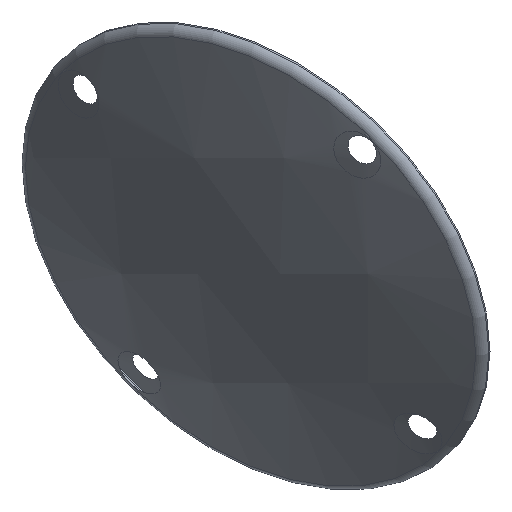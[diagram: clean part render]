
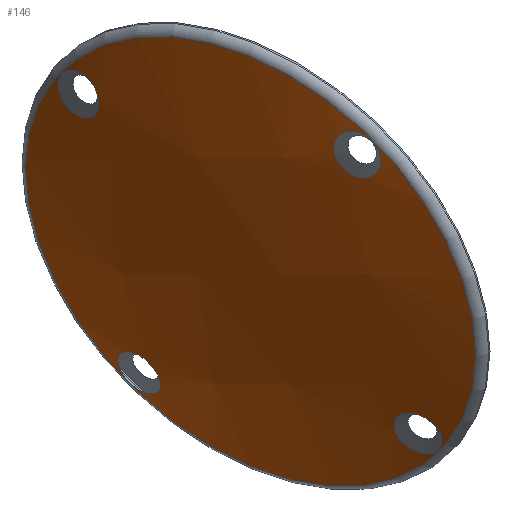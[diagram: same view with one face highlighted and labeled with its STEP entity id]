
A CAD part, left-side view. The second image highlights one B-rep face of the part: STEP entity #146.
In plain terms, the highlighted spherical face has radius 292 mm.
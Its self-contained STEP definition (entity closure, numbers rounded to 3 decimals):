
#35=FACE_BOUND('',#54,.T.);
#36=FACE_BOUND('',#55,.T.);
#37=FACE_BOUND('',#56,.T.);
#38=FACE_BOUND('',#57,.T.);
#41=FACE_OUTER_BOUND('',#53,.T.);
#53=EDGE_LOOP('',(#116));
#54=EDGE_LOOP('',(#117));
#55=EDGE_LOOP('',(#118));
#56=EDGE_LOOP('',(#119));
#57=EDGE_LOOP('',(#120));
#70=CIRCLE('',#185,49.841);
#71=CIRCLE('',#186,4.958);
#72=CIRCLE('',#187,4.958);
#73=CIRCLE('',#188,4.958);
#74=CIRCLE('',#189,4.958);
#83=VERTEX_POINT('',#264);
#84=VERTEX_POINT('',#266);
#85=VERTEX_POINT('',#268);
#86=VERTEX_POINT('',#270);
#87=VERTEX_POINT('',#272);
#96=EDGE_CURVE('',#83,#83,#70,.F.);
#97=EDGE_CURVE('',#84,#84,#71,.F.);
#98=EDGE_CURVE('',#85,#85,#72,.F.);
#99=EDGE_CURVE('',#86,#86,#73,.F.);
#100=EDGE_CURVE('',#87,#87,#74,.F.);
#116=ORIENTED_EDGE('',*,*,#96,.T.);
#117=ORIENTED_EDGE('',*,*,#97,.F.);
#118=ORIENTED_EDGE('',*,*,#98,.F.);
#119=ORIENTED_EDGE('',*,*,#99,.F.);
#120=ORIENTED_EDGE('',*,*,#100,.F.);
#143=SPHERICAL_SURFACE('',#184,292.);
#146=ADVANCED_FACE('',(#41,#35,#36,#37,#38),#143,.T.);
#184=AXIS2_PLACEMENT_3D('',#263,#217,#218);
#185=AXIS2_PLACEMENT_3D('',#265,#219,#220);
#186=AXIS2_PLACEMENT_3D('',#267,#221,#222);
#187=AXIS2_PLACEMENT_3D('',#269,#223,#224);
#188=AXIS2_PLACEMENT_3D('',#271,#225,#226);
#189=AXIS2_PLACEMENT_3D('',#273,#227,#228);
#217=DIRECTION('center_axis',(0.,0.,1.));
#218=DIRECTION('ref_axis',(1.,0.,0.));
#219=DIRECTION('center_axis',(0.643,-0.542,0.542));
#220=DIRECTION('ref_axis',(0.644,0.,-0.765));
#221=DIRECTION('center_axis',(0.635,-0.427,0.643));
#222=DIRECTION('ref_axis',(0.712,0.,-0.703));
#223=DIRECTION('center_axis',(0.518,-0.605,0.605));
#224=DIRECTION('ref_axis',(0.,-0.707,-0.707));
#225=DIRECTION('center_axis',(0.635,-0.643,0.427));
#226=DIRECTION('ref_axis',(0.712,0.703,0.));
#227=DIRECTION('center_axis',(0.752,-0.466,0.466));
#228=DIRECTION('ref_axis',(0.526,0.,-0.85));
#263=CARTESIAN_POINT('Origin',(0.,0.,0.));
#264=CARTESIAN_POINT('',(-217.057,155.848,-117.735));
#265=CARTESIAN_POINT('Origin',(-184.94,155.848,-155.848));
#266=CARTESIAN_POINT('',(-183.564,129.153,-186.783));
#267=CARTESIAN_POINT('Origin',(-185.458,124.702,-187.868));
#268=CARTESIAN_POINT('',(-154.631,177.243,-173.027));
#269=CARTESIAN_POINT('Origin',(-151.242,176.586,-176.586));
#270=CARTESIAN_POINT('',(-188.131,184.073,-126.443));
#271=CARTESIAN_POINT('Origin',(-185.458,187.868,-124.702));
#272=CARTESIAN_POINT('',(-217.064,135.983,-140.199));
#273=CARTESIAN_POINT('Origin',(-219.673,135.983,-135.983));
